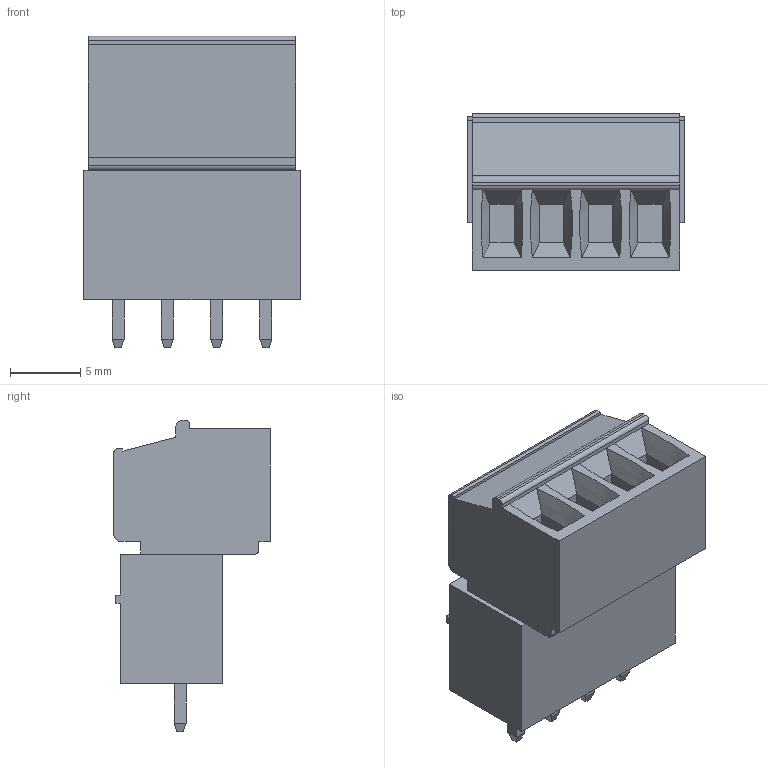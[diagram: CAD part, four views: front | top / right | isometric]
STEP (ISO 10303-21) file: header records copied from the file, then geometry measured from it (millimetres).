
FILE_DESCRIPTION(/* description */ ('model of PhoenixContact_MCV-G_04x3.50mm_Vertical.'),/* implementation_level */ FILE_NAME(/* name */ 'PhoenixContact_MCV-G_04x3.50mm_Vertical..stp',/* time_stamp */ '2017-06-08T17:34:38',/* author */ ('Rene Poeschl',''),/* organization */ (''),/* preprocessor_version */ '',/* originating_system */ '',/* authorisation */ '');
FILE_NAME(/* name */ 'PhoenixContact_MCV-G_04x3.50mm_Vertical..stp',/* time_stamp */ '2017-06-08T17:34:38',/* author */ ('Rene Poeschl',''),/* organization */ (''),/* preprocessor_version */ '',/* originating_system */ '',/* authorisation */ '');
FILE_SCHEMA(('AUTOMOTIVE_DESIGN_CC2 { 1 2 10303 214 -1 1 5 4 }'));
Length unit declared in the file: millimetre
Products named in the file (1): MCV_01x04_G_3_5mm
Bounding box: 15.4 x 11.1 x 22.1 mm (x, y, z)
Volume: 2276.7 mm3; surface area: 1503.8 mm2
Topology: 1 solids, 1 shells, 135 faces, 325 edges, 204 vertices
Faces by surface type: plane 106, bspline 16, cylinder 13
Full cylindrical faces by diameter (mm): 2.8 x4, 2.9 x4
Entity records: 4855 total; most frequent: CARTESIAN_POINT 793, ORIENTED_EDGE 650, DIRECTION 603, EDGE_CURVE 325, LINE 255, VECTOR 255, VERTEX_POINT 204, AXIS2_PLACEMENT_3D 174
